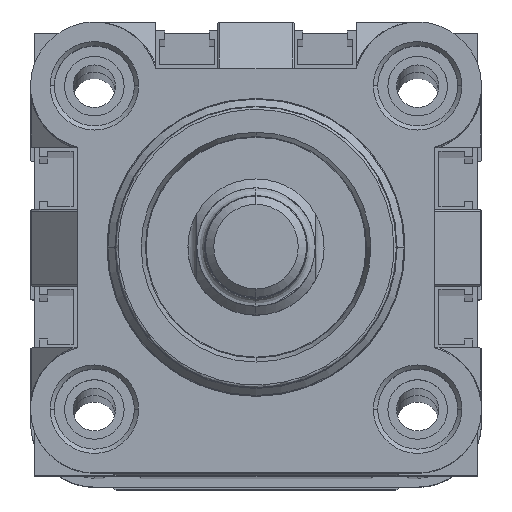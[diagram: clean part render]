
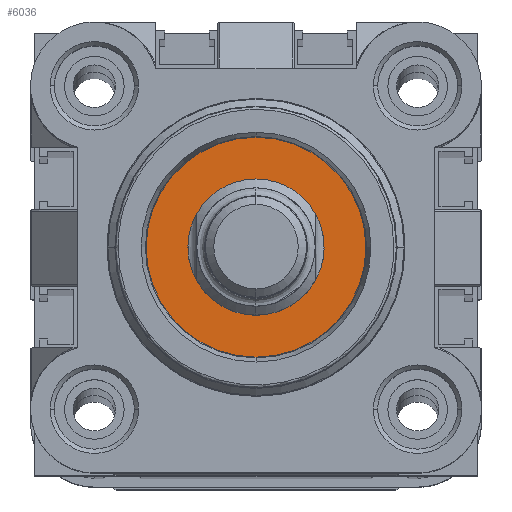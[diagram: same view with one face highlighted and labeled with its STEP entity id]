
A CAD part, top view. The second image highlights one B-rep face of the part: STEP entity #6036.
In plain terms, the highlighted face is planar.
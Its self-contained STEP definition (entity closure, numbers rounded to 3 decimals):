
#550 = DIRECTION ( 'NONE',  ( -1., 0., 0. ) ) ;
#2374 = AXIS2_PLACEMENT_3D ( 'NONE', #7311, #21426, #9344 ) ;
#2417 = PLANE ( 'NONE',  #19192 ) ;
#2838 = DIRECTION ( 'NONE',  ( 0., 0., -1. ) ) ;
#3498 = VERTEX_POINT ( 'NONE', #22624 ) ;
#3727 = EDGE_CURVE ( 'NONE', #20095, #3498, #8882, .T. ) ;
#4283 = CIRCLE ( 'NONE', #26318, 12.918 ) ;
#4810 = ORIENTED_EDGE ( 'NONE', *, *, #12678, .T. ) ;
#4999 = FACE_BOUND ( 'NONE', #10526, .T. ) ;
#6036 = ADVANCED_FACE ( 'NONE', ( #4999, #10419 ), #2417, .T. ) ;
#7125 = ORIENTED_EDGE ( 'NONE', *, *, #21198, .F. ) ;
#7311 = CARTESIAN_POINT ( 'NONE',  ( 21., 21., -18.5 ) ) ;
#8882 = CIRCLE ( 'NONE', #2374, 8. ) ;
#9344 = DIRECTION ( 'NONE',  ( -1., 0., 0. ) ) ;
#9790 = ORIENTED_EDGE ( 'NONE', *, *, #3727, .F. ) ;
#10261 = CARTESIAN_POINT ( 'NONE',  ( 21., 21., -18.5 ) ) ;
#10419 = FACE_OUTER_BOUND ( 'NONE', #19185, .T. ) ;
#10526 = EDGE_LOOP ( 'NONE', ( #7125, #9790 ) ) ;
#10562 = CARTESIAN_POINT ( 'NONE',  ( 21., 21., -18.5 ) ) ;
#10636 = CARTESIAN_POINT ( 'NONE',  ( 29., 21., -18.5 ) ) ;
#11376 = AXIS2_PLACEMENT_3D ( 'NONE', #10261, #24394, #12283 ) ;
#12283 = DIRECTION ( 'NONE',  ( 0., 1., 0. ) ) ;
#12575 = DIRECTION ( 'NONE',  ( 0., 1., 0. ) ) ;
#12678 = EDGE_CURVE ( 'NONE', #23808, #14073, #24507, .T. ) ;
#12740 = DIRECTION ( 'NONE',  ( 0., 0., -1. ) ) ;
#13256 = AXIS2_PLACEMENT_3D ( 'NONE', #15001, #2838, #17001 ) ;
#13294 = CARTESIAN_POINT ( 'NONE',  ( 21., 8.082, -18.5 ) ) ;
#14073 = VERTEX_POINT ( 'NONE', #21602 ) ;
#15001 = CARTESIAN_POINT ( 'NONE',  ( 21., 21., -18.5 ) ) ;
#17001 = DIRECTION ( 'NONE',  ( -1., 0., 0. ) ) ;
#17403 = ORIENTED_EDGE ( 'NONE', *, *, #21660, .T. ) ;
#18736 = CARTESIAN_POINT ( 'NONE',  ( 34.073, 7.927, -18.5 ) ) ;
#19185 = EDGE_LOOP ( 'NONE', ( #17403, #4810 ) ) ;
#19192 = AXIS2_PLACEMENT_3D ( 'NONE', #18736, #12740, #550 ) ;
#20095 = VERTEX_POINT ( 'NONE', #10636 ) ;
#21198 = EDGE_CURVE ( 'NONE', #3498, #20095, #22646, .T. ) ;
#21426 = DIRECTION ( 'NONE',  ( 0., 0., -1. ) ) ;
#21602 = CARTESIAN_POINT ( 'NONE',  ( 21., 33.918, -18.5 ) ) ;
#21660 = EDGE_CURVE ( 'NONE', #14073, #23808, #4283, .T. ) ;
#22624 = CARTESIAN_POINT ( 'NONE',  ( 13., 21., -18.5 ) ) ;
#22646 = CIRCLE ( 'NONE', #13256, 8. ) ;
#23808 = VERTEX_POINT ( 'NONE', #13294 ) ;
#24394 = DIRECTION ( 'NONE',  ( 0., 0., -1. ) ) ;
#24507 = CIRCLE ( 'NONE', #11376, 12.918 ) ;
#24683 = DIRECTION ( 'NONE',  ( 0., 0., -1. ) ) ;
#26318 = AXIS2_PLACEMENT_3D ( 'NONE', #10562, #24683, #12575 ) ;
